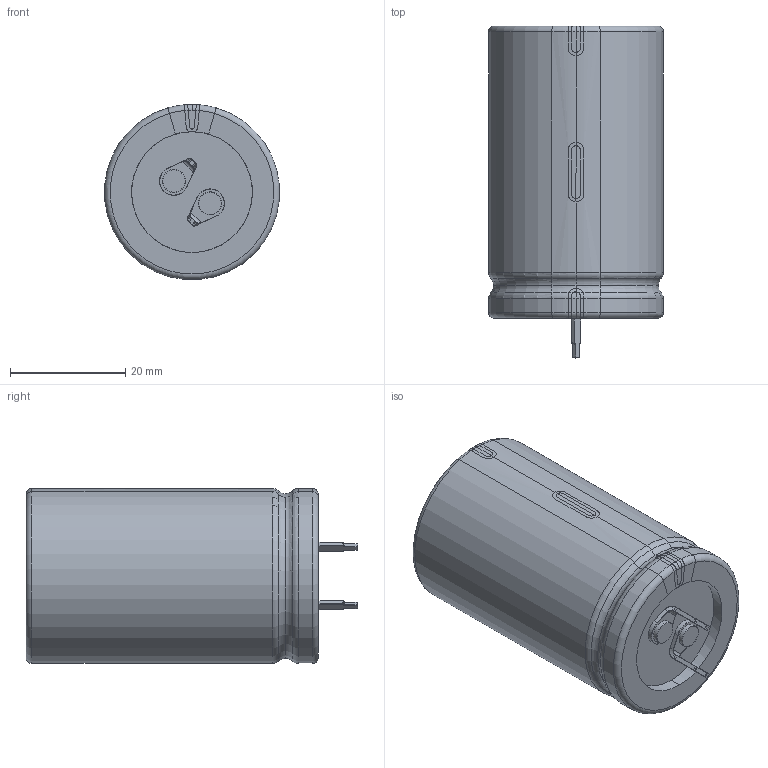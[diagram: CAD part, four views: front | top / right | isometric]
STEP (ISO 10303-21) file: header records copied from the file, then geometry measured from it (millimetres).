
FILE_DESCRIPTION (( 'STEP AP214' ), '1' );
FILE_NAME ('User Library-Assy_CE_R400_D1200_H2000.STEP', '2014-12-14T14:36:15', ( 'Windows User' ), ( '' ), 'SwSTEP 2.0', 'SolidWorks 2015', '' );
FILE_SCHEMA (( 'AUTOMOTIVE_DESIGN' ));
Length unit declared in the file: millimetre
Products named in the file (3): User Library-Assy_CE_R400_D1200_H2000_pin_Domyslna; User Library-Assy_CE_R400_D1200_H2000_CE_R400_D1200_H2000_Domyslna; User Library-Assy_CE_R400_D1200_H2000
Assembly tree (3 placements, depth 2):
  User Library-Assy_CE_R400_D1200_H2000
    User Library-Assy_CE_R400_D1200_H2000_CE_R400_D1200_H2000_Domyslna
    User Library-Assy_CE_R400_D1200_H2000_pin_Domyslna  x2
Bounding box: 30.39 x 57.69 x 30.42 mm (x, y, z)
Volume: 36148.9 mm3; surface area: 6635.3 mm2
Topology: 3 solids, 3 shells, 230 faces, 553 edges, 331 vertices
Faces by surface type: cylinder 80, torus 74, plane 44, bspline 32
Entity records: 6623 total; most frequent: CARTESIAN_POINT 1818, ORIENTED_EDGE 726, DIRECTION 722, EDGE_CURVE 363, AXIS2_PLACEMENT_3D 312, VERTEX_POINT 219, CIRCLE 173, EDGE_LOOP 150
